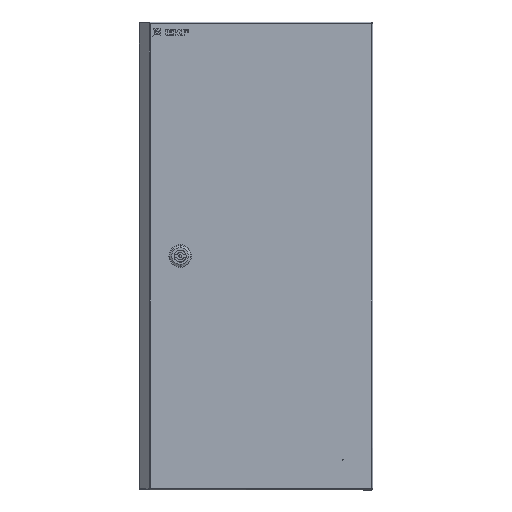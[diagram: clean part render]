
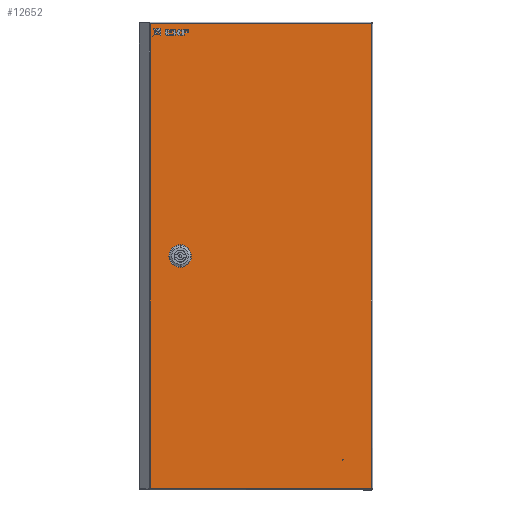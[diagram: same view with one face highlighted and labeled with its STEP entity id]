
A CAD part, top view. The second image highlights one B-rep face of the part: STEP entity #12652.
In plain terms, the highlighted face is planar.
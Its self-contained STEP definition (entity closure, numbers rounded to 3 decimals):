
#13 = DIRECTION ( 'NONE',  ( 0., 0., -1. ) ) ;
#61 = DIRECTION ( 'NONE',  ( 1., 0., 0. ) ) ;
#436 = ORIENTED_EDGE ( 'NONE', *, *, #23621, .F. ) ;
#561 = CIRCLE ( 'NONE', #22208, 0.5 ) ;
#973 = DIRECTION ( 'NONE',  ( 0., 0., -1. ) ) ;
#1148 = VERTEX_POINT ( 'NONE', #21785 ) ;
#1635 = VERTEX_POINT ( 'NONE', #21623 ) ;
#1764 = AXIS2_PLACEMENT_3D ( 'NONE', #15305, #2169, #17524 ) ;
#1921 = CARTESIAN_POINT ( 'NONE',  ( 0.785, 0., 0.75 ) ) ;
#2169 = DIRECTION ( 'NONE',  ( 0., -1., 0. ) ) ;
#2467 = EDGE_LOOP ( 'NONE', ( #24402, #23198, #18373, #14757, #17246, #4395, #436, #9679 ) ) ;
#3282 = VECTOR ( 'NONE', #13062, 1000. ) ;
#3406 = EDGE_LOOP ( 'NONE', ( #5940, #25150 ) ) ;
#4013 = CARTESIAN_POINT ( 'NONE',  ( 50.5, 0., 315. ) ) ;
#4184 = LINE ( 'NONE', #15396, #10046 ) ;
#4272 = VECTOR ( 'NONE', #26297, 1000. ) ;
#4395 = ORIENTED_EDGE ( 'NONE', *, *, #6428, .F. ) ;
#4450 = FACE_OUTER_BOUND ( 'NONE', #24495, .T. ) ;
#4564 = VERTEX_POINT ( 'NONE', #9346 ) ;
#4811 = DIRECTION ( 'NONE',  ( 0., -1., 0. ) ) ;
#5645 = VERTEX_POINT ( 'NONE', #9742 ) ;
#5940 = ORIENTED_EDGE ( 'NONE', *, *, #27227, .T. ) ;
#5992 = EDGE_CURVE ( 'NONE', #28007, #1148, #24976, .T. ) ;
#6265 = DIRECTION ( 'NONE',  ( 0., -1., 0. ) ) ;
#6428 = EDGE_CURVE ( 'NONE', #22055, #1635, #20087, .T. ) ;
#6837 = AXIS2_PLACEMENT_3D ( 'NONE', #19432, #6265, #21633 ) ;
#7431 = VECTOR ( 'NONE', #13, 1000. ) ;
#7903 = EDGE_CURVE ( 'NONE', #4564, #5645, #11424, .T. ) ;
#8082 = VERTEX_POINT ( 'NONE', #28417 ) ;
#8216 = LINE ( 'NONE', #28013, #14045 ) ;
#8345 = EDGE_CURVE ( 'NONE', #1148, #9628, #23754, .T. ) ;
#8851 = CARTESIAN_POINT ( 'NONE',  ( 294., 0., 0.75 ) ) ;
#8902 = DIRECTION ( 'NONE',  ( 0., 1., 0. ) ) ;
#9080 = PLANE ( 'NONE',  #16301 ) ;
#9346 = CARTESIAN_POINT ( 'NONE',  ( 47., 0., 318.5 ) ) ;
#9410 = EDGE_CURVE ( 'NONE', #5645, #28007, #16436, .T. ) ;
#9477 = ORIENTED_EDGE ( 'NONE', *, *, #27823, .F. ) ;
#9628 = VERTEX_POINT ( 'NONE', #16360 ) ;
#9679 = ORIENTED_EDGE ( 'NONE', *, *, #26090, .F. ) ;
#9742 = CARTESIAN_POINT ( 'NONE',  ( 34.5, 0., 318.5 ) ) ;
#10046 = VECTOR ( 'NONE', #61, 1000. ) ;
#10057 = DIRECTION ( 'NONE',  ( 0., -1., 0. ) ) ;
#10133 = VECTOR ( 'NONE', #28204, 1000. ) ;
#10142 = LINE ( 'NONE', #10892, #4272 ) ;
#10385 = CIRCLE ( 'NONE', #6837, 3.5 ) ;
#10583 = CIRCLE ( 'NONE', #1764, 3.5 ) ;
#10628 = CARTESIAN_POINT ( 'NONE',  ( 294., 0., 617.5 ) ) ;
#10810 = LINE ( 'NONE', #10628, #10133 ) ;
#10869 = EDGE_CURVE ( 'NONE', #19250, #20248, #14950, .T. ) ;
#10892 = CARTESIAN_POINT ( 'NONE',  ( 0.785, 0., 617.5 ) ) ;
#10995 = FACE_BOUND ( 'NONE', #2467, .T. ) ;
#11424 = LINE ( 'NONE', #21029, #16568 ) ;
#11625 = ORIENTED_EDGE ( 'NONE', *, *, #22467, .T. ) ;
#12601 = CARTESIAN_POINT ( 'NONE',  ( 256., 0., 38.75 ) ) ;
#12652 = ADVANCED_FACE ( 'NONE', ( #16143, #10995, #4450 ), #9080, .T. ) ;
#12657 = DIRECTION ( 'NONE',  ( 1., 0., 0. ) ) ;
#13062 = DIRECTION ( 'NONE',  ( -1., 0., 0. ) ) ;
#13087 = VERTEX_POINT ( 'NONE', #1921 ) ;
#13715 = CIRCLE ( 'NONE', #14520, 0.5 ) ;
#13939 = VERTEX_POINT ( 'NONE', #27327 ) ;
#14045 = VECTOR ( 'NONE', #12657, 1000. ) ;
#14133 = DIRECTION ( 'NONE',  ( 0., -1., 0. ) ) ;
#14520 = AXIS2_PLACEMENT_3D ( 'NONE', #22041, #8902, #24244 ) ;
#14757 = ORIENTED_EDGE ( 'NONE', *, *, #7903, .F. ) ;
#14786 = DIRECTION ( 'NONE',  ( 0., 0., 1. ) ) ;
#14950 = LINE ( 'NONE', #23895, #3282 ) ;
#15305 = CARTESIAN_POINT ( 'NONE',  ( 47., 0., 315. ) ) ;
#15396 = CARTESIAN_POINT ( 'NONE',  ( -2.154, 0., 0.75 ) ) ;
#15402 = CARTESIAN_POINT ( 'NONE',  ( 294., 0., 616.75 ) ) ;
#15693 = CARTESIAN_POINT ( 'NONE',  ( 0.785, 0., 616.75 ) ) ;
#15752 = CARTESIAN_POINT ( 'NONE',  ( 0., 0., 617.5 ) ) ;
#16143 = FACE_BOUND ( 'NONE', #3406, .T. ) ;
#16301 = AXIS2_PLACEMENT_3D ( 'NONE', #15752, #4811, #20199 ) ;
#16360 = CARTESIAN_POINT ( 'NONE',  ( 34.5, 0., 299. ) ) ;
#16436 = CIRCLE ( 'NONE', #17465, 3.5 ) ;
#16568 = VECTOR ( 'NONE', #23240, 1000. ) ;
#17246 = ORIENTED_EDGE ( 'NONE', *, *, #26226, .F. ) ;
#17465 = AXIS2_PLACEMENT_3D ( 'NONE', #27286, #14133, #973 ) ;
#17524 = DIRECTION ( 'NONE',  ( 0., 0., 1. ) ) ;
#17550 = EDGE_CURVE ( 'NONE', #13087, #27445, #4184, .T. ) ;
#18373 = ORIENTED_EDGE ( 'NONE', *, *, #9410, .F. ) ;
#19170 = CARTESIAN_POINT ( 'NONE',  ( 47., 0., 299. ) ) ;
#19250 = VERTEX_POINT ( 'NONE', #15402 ) ;
#19398 = DIRECTION ( 'NONE',  ( 0., 0., 1. ) ) ;
#19432 = CARTESIAN_POINT ( 'NONE',  ( 47., 0., 302.5 ) ) ;
#20087 = LINE ( 'NONE', #4013, #25286 ) ;
#20199 = DIRECTION ( 'NONE',  ( 0., 0., -1. ) ) ;
#20248 = VERTEX_POINT ( 'NONE', #15693 ) ;
#20815 = EDGE_CURVE ( 'NONE', #13939, #8082, #13715, .T. ) ;
#21029 = CARTESIAN_POINT ( 'NONE',  ( 34.5, 0., 318.5 ) ) ;
#21623 = CARTESIAN_POINT ( 'NONE',  ( 50.5, 0., 315. ) ) ;
#21633 = DIRECTION ( 'NONE',  ( 0., 0., -1. ) ) ;
#21785 = CARTESIAN_POINT ( 'NONE',  ( 31., 0., 302.5 ) ) ;
#21870 = CARTESIAN_POINT ( 'NONE',  ( 50.5, 0., 302.5 ) ) ;
#22041 = CARTESIAN_POINT ( 'NONE',  ( 256., 0., 38.75 ) ) ;
#22055 = VERTEX_POINT ( 'NONE', #21870 ) ;
#22151 = CARTESIAN_POINT ( 'NONE',  ( 31., 0., 315. ) ) ;
#22208 = AXIS2_PLACEMENT_3D ( 'NONE', #12601, #27947, #14786 ) ;
#22467 = EDGE_CURVE ( 'NONE', #20248, #13087, #10142, .T. ) ;
#22945 = ORIENTED_EDGE ( 'NONE', *, *, #17550, .T. ) ;
#23198 = ORIENTED_EDGE ( 'NONE', *, *, #5992, .F. ) ;
#23205 = CARTESIAN_POINT ( 'NONE',  ( 34.5, 0., 302.5 ) ) ;
#23240 = DIRECTION ( 'NONE',  ( -1., 0., 0. ) ) ;
#23621 = EDGE_CURVE ( 'NONE', #24893, #22055, #10385, .T. ) ;
#23754 = CIRCLE ( 'NONE', #27567, 3.5 ) ;
#23895 = CARTESIAN_POINT ( 'NONE',  ( 294., 0., 616.75 ) ) ;
#24116 = CARTESIAN_POINT ( 'NONE',  ( 31., 0., 315. ) ) ;
#24244 = DIRECTION ( 'NONE',  ( 0., 0., 1. ) ) ;
#24402 = ORIENTED_EDGE ( 'NONE', *, *, #8345, .F. ) ;
#24495 = EDGE_LOOP ( 'NONE', ( #11625, #22945, #9477, #26217 ) ) ;
#24893 = VERTEX_POINT ( 'NONE', #19170 ) ;
#24976 = LINE ( 'NONE', #24116, #7431 ) ;
#25150 = ORIENTED_EDGE ( 'NONE', *, *, #20815, .T. ) ;
#25286 = VECTOR ( 'NONE', #19398, 1000. ) ;
#25458 = DIRECTION ( 'NONE',  ( 0., 0., -1. ) ) ;
#26090 = EDGE_CURVE ( 'NONE', #9628, #24893, #8216, .T. ) ;
#26217 = ORIENTED_EDGE ( 'NONE', *, *, #10869, .T. ) ;
#26226 = EDGE_CURVE ( 'NONE', #1635, #4564, #10583, .T. ) ;
#26297 = DIRECTION ( 'NONE',  ( 0., 0., -1. ) ) ;
#27227 = EDGE_CURVE ( 'NONE', #8082, #13939, #561, .T. ) ;
#27286 = CARTESIAN_POINT ( 'NONE',  ( 34.5, 0., 315. ) ) ;
#27327 = CARTESIAN_POINT ( 'NONE',  ( 256., 0., 38.25 ) ) ;
#27445 = VERTEX_POINT ( 'NONE', #8851 ) ;
#27567 = AXIS2_PLACEMENT_3D ( 'NONE', #23205, #10057, #25458 ) ;
#27823 = EDGE_CURVE ( 'NONE', #19250, #27445, #10810, .T. ) ;
#27947 = DIRECTION ( 'NONE',  ( 0., 1., 0. ) ) ;
#28007 = VERTEX_POINT ( 'NONE', #22151 ) ;
#28013 = CARTESIAN_POINT ( 'NONE',  ( 34.5, 0., 299. ) ) ;
#28204 = DIRECTION ( 'NONE',  ( 0., 0., -1. ) ) ;
#28417 = CARTESIAN_POINT ( 'NONE',  ( 256., 0., 39.25 ) ) ;
